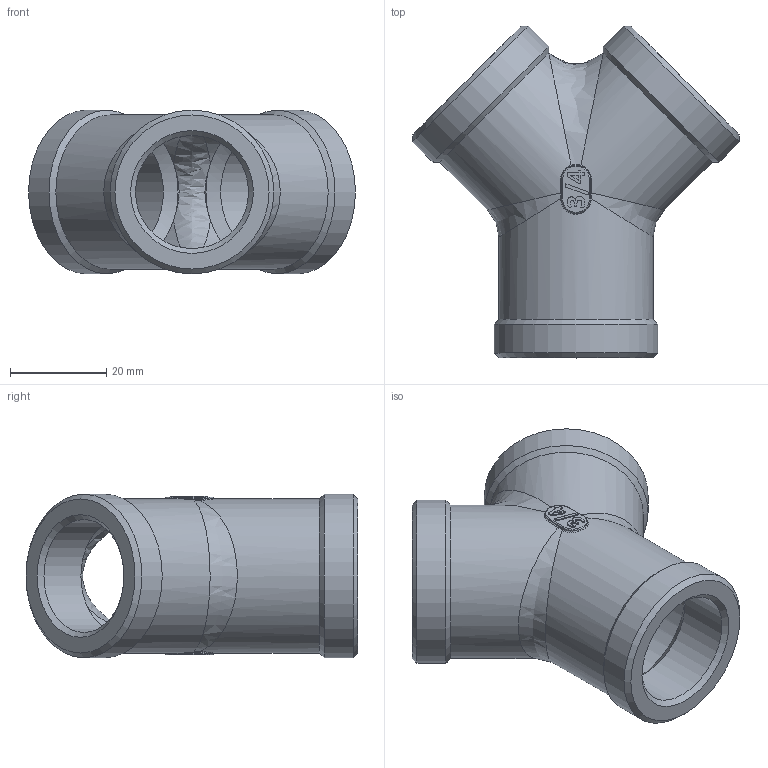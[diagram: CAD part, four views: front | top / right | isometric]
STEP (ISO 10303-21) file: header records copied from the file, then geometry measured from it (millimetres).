
FILE_DESCRIPTION(/* description */ ('Unknown'),/* implementation_level */ '2;1');
FILE_NAME(/* name */ '20201124-R-308-L-013-DN20',/* time_stamp */ '2020-11-24T09:42:32+08:00',/* author */ ('Unknown'),/* organization */ ('Unknown'),/* preprocessor_version */ 'ST-DEVELOPER v16.7',/* originating_system */ 'DEX',/* authorisation */ $);
FILE_SCHEMA (('AUTOMOTIVE_DESIGN {1 0 10303 214 3 1 1}'));
Length unit declared in the file: millimetre
Products named in the file (1): R-308-DN20md1
Bounding box: 67.88 x 68.94 x 34 mm (x, y, z)
Volume: 25121.5 mm3; surface area: 16315.5 mm2
Topology: 1 solids, 1 shells, 125 faces, 311 edges, 185 vertices
Faces by surface type: bspline 51, cylinder 30, plane 28, cone 12, torus 4
Full cylindrical faces by diameter (mm): 23.5 x3, 27.8 x1, 32 x3, 34 x3
Entity records: 5735 total; most frequent: CARTESIAN_POINT 3251, ORIENTED_EDGE 558, DIRECTION 378, EDGE_CURVE 279, VERTEX_POINT 179, EDGE_LOOP 152, FACE_BOUND 152, AXIS2_PLACEMENT_3D 143
